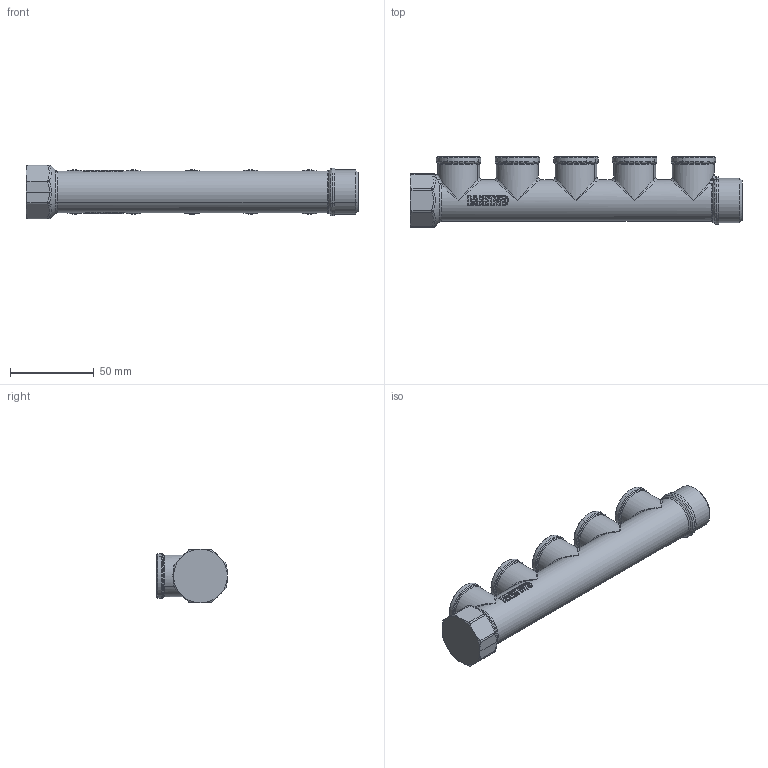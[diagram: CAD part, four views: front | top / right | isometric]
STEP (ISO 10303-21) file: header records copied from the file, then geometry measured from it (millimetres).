
FILE_DESCRIPTION(('CATIA V5 STEP Exchange'),'2;1');
FILE_NAME('STEP_349350_-_TST.stp','2018-06-14T08:28:20+00:00',('none'),('none'),'CATIA Version 5-6 Release 2016 SP4','CATIA V5 STEP AP203','none');
FILE_SCHEMA(('CONFIG_CONTROL_DESIGN'));
Products named in the file (1): 349350 - TST
Bounding box: 198 x 41.9 x 31.8 mm (x, y, z)
Volume: 142762 mm3; surface area: 24271.9 mm2
Topology: 1 solids, 1 shells, 887 faces, 2054 edges, 1064 vertices
Faces by surface type: bspline 505, cylinder 154, sphere 94, plane 70, cone 37, torus 27
Entity records: 60811 total; most frequent: CARTESIAN_POINT 46304, ORIENTED_EDGE 3864, EDGE_CURVE 1932, B_SPLINE_CURVE_WITH_KNOTS 1357, DIRECTION 1235, VERTEX_POINT 1064, EDGE_LOOP 904, ADVANCED_FACE 887
